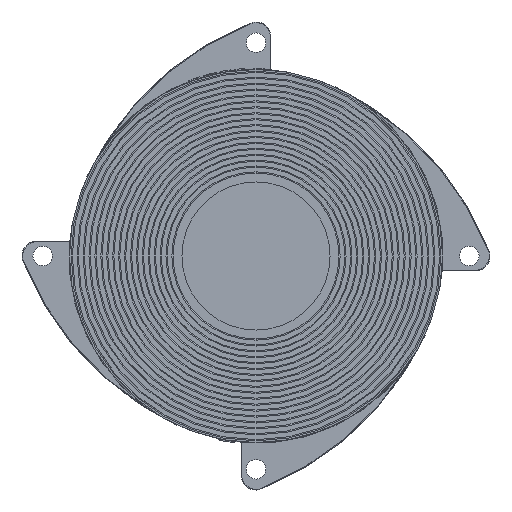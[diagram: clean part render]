
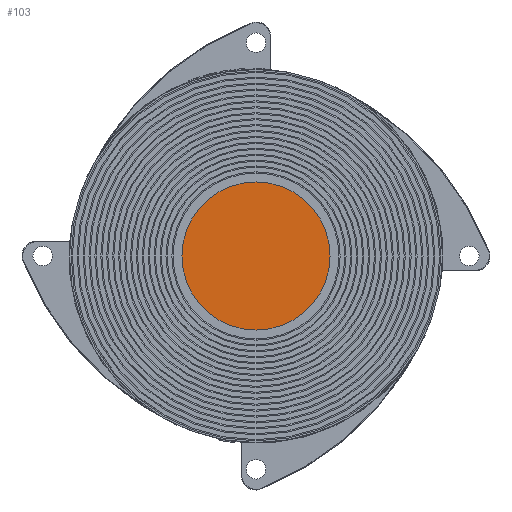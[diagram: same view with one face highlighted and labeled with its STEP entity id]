
A CAD part, front view. The second image highlights one B-rep face of the part: STEP entity #103.
In plain terms, the highlighted planar face has unit normal (0, -1, 0).
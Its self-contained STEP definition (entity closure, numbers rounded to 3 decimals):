
#103 = ADVANCED_FACE ( 'NONE', ( #7272 ), #7278, .F. ) ;
#486 = EDGE_CURVE ( 'NONE', #3458, #3454, #4681, .T. ) ;
#505 = EDGE_CURVE ( 'NONE', #3454, #3458, #4639, .T. ) ;
#1391 = CARTESIAN_POINT ( 'NONE',  ( 0., 1., 12.5 ) ) ;
#1395 = CARTESIAN_POINT ( 'NONE',  ( 0., 1., -12.5 ) ) ;
#2495 = DIRECTION ( 'NONE',  ( 0., 0., -1. ) ) ;
#2496 = DIRECTION ( 'NONE',  ( 0., -1., 0. ) ) ;
#2497 = CARTESIAN_POINT ( 'NONE',  ( 0., 1., 0. ) ) ;
#2549 = DIRECTION ( 'NONE',  ( 0., 0., -1. ) ) ;
#2550 = DIRECTION ( 'NONE',  ( 0., -1., 0. ) ) ;
#2551 = CARTESIAN_POINT ( 'NONE',  ( 0., 1., 0. ) ) ;
#3454 = VERTEX_POINT ( 'NONE', #1395 ) ;
#3458 = VERTEX_POINT ( 'NONE', #1391 ) ;
#4636 = AXIS2_PLACEMENT_3D ( 'NONE', #2497, #2496, #2495 ) ;
#4639 = CIRCLE ( 'NONE', #4636, 12.5 ) ;
#4672 = AXIS2_PLACEMENT_3D ( 'NONE', #2551, #2550, #2549 ) ;
#4681 = CIRCLE ( 'NONE', #4672, 12.5 ) ;
#5251 = AXIS2_PLACEMENT_3D ( 'NONE', #7270, #7263, #7262 ) ;
#5752 = EDGE_LOOP ( 'NONE', ( #6127, #6128 ) ) ;
#6127 = ORIENTED_EDGE ( 'NONE', *, *, #505, .T. ) ;
#6128 = ORIENTED_EDGE ( 'NONE', *, *, #486, .T. ) ;
#7262 = DIRECTION ( 'NONE',  ( 0., 0., 1. ) ) ;
#7263 = DIRECTION ( 'NONE',  ( 0., 1., 0. ) ) ;
#7270 = CARTESIAN_POINT ( 'NONE',  ( 0., 1., 0. ) ) ;
#7272 = FACE_OUTER_BOUND ( 'NONE', #5752, .T. ) ;
#7278 = PLANE ( 'NONE',  #5251 ) ;
